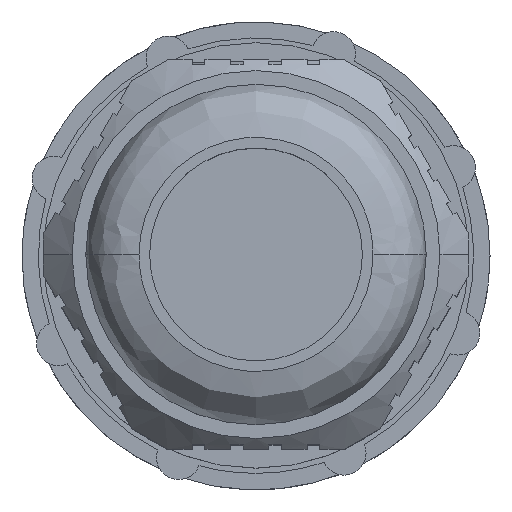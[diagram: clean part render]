
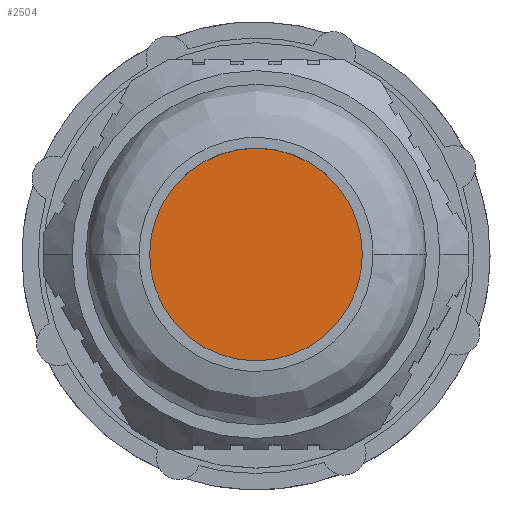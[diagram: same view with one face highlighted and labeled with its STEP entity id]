
A CAD part, top view. The second image highlights one B-rep face of the part: STEP entity #2504.
In plain terms, the highlighted planar face has unit normal (0, 0, 1).
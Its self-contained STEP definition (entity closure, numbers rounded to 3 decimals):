
#913 = CARTESIAN_POINT ( 'NONE',  ( 5., 0., 25.2 ) ) ;
#933 = EDGE_LOOP ( 'NONE', ( #10328, #7077 ) ) ;
#1484 = DIRECTION ( 'NONE',  ( 1., 0., 0. ) ) ;
#1494 = DIRECTION ( 'NONE',  ( 0., 0., 1. ) ) ;
#1625 = CARTESIAN_POINT ( 'NONE',  ( 0., 0., 25.2 ) ) ;
#1669 = PLANE ( 'NONE',  #6365 ) ;
#2028 = AXIS2_PLACEMENT_3D ( 'NONE', #11316, #11206, #11261 ) ;
#2504 = ADVANCED_FACE ( 'NONE', ( #2603 ), #1669, .T. ) ;
#2603 = FACE_OUTER_BOUND ( 'NONE', #933, .T. ) ;
#4627 = DIRECTION ( 'NONE',  ( 1., 0., 0. ) ) ;
#4638 = DIRECTION ( 'NONE',  ( 0., 0., 1. ) ) ;
#4652 = CARTESIAN_POINT ( 'NONE',  ( 0., 0., 25.2 ) ) ;
#4771 = CIRCLE ( 'NONE', #2028, 5. ) ;
#6365 = AXIS2_PLACEMENT_3D ( 'NONE', #1625, #1494, #1484 ) ;
#6751 = CARTESIAN_POINT ( 'NONE',  ( -5., 0., 25.2 ) ) ;
#7077 = ORIENTED_EDGE ( 'NONE', *, *, #11170, .T. ) ;
#10328 = ORIENTED_EDGE ( 'NONE', *, *, #12454, .T. ) ;
#10533 = AXIS2_PLACEMENT_3D ( 'NONE', #4652, #4638, #4627 ) ;
#11170 = EDGE_CURVE ( 'NONE', #14002, #14928, #11513, .T. ) ;
#11206 = DIRECTION ( 'NONE',  ( 0., 0., 1. ) ) ;
#11261 = DIRECTION ( 'NONE',  ( 1., 0., 0. ) ) ;
#11316 = CARTESIAN_POINT ( 'NONE',  ( 0., 0., 25.2 ) ) ;
#11513 = CIRCLE ( 'NONE', #10533, 5. ) ;
#12454 = EDGE_CURVE ( 'NONE', #14928, #14002, #4771, .T. ) ;
#14002 = VERTEX_POINT ( 'NONE', #6751 ) ;
#14928 = VERTEX_POINT ( 'NONE', #913 ) ;
